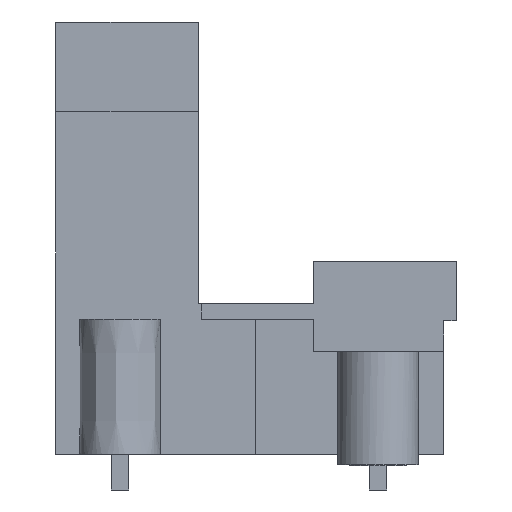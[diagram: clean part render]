
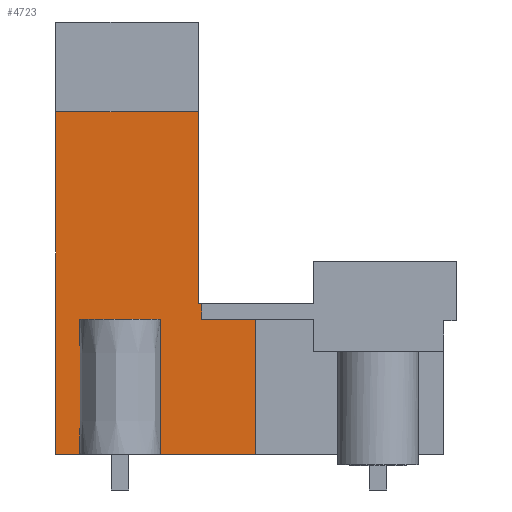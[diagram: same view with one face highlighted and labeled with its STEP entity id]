
A CAD part, left-side view. The second image highlights one B-rep face of the part: STEP entity #4723.
In plain terms, the highlighted planar face has unit normal (-1, 0, 0).
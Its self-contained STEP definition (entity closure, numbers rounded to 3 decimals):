
#4671=AXIS2_PLACEMENT_3D('Plane Axis2P3D',#4668,#4669,#4670) ;
#1432=CARTESIAN_POINT('Vertex',(3.84,11.84,2.1)) ;
#1435=CARTESIAN_POINT('Line Origine',(3.84,14.846,2.1)) ;
#1439=CARTESIAN_POINT('Vertex',(3.84,17.853,2.1)) ;
#1483=CARTESIAN_POINT('Vertex',(3.84,21.887,2.1)) ;
#1486=CARTESIAN_POINT('Line Origine',(3.84,22.779,2.1)) ;
#1490=CARTESIAN_POINT('Vertex',(3.84,23.67,2.1)) ;
#3183=CARTESIAN_POINT('Line Origine',(3.84,15.04,10.55)) ;
#3187=CARTESIAN_POINT('Vertex',(3.84,15.04,11.)) ;
#3189=CARTESIAN_POINT('Vertex',(3.84,15.04,10.1)) ;
#3221=CARTESIAN_POINT('Line Origine',(3.84,13.44,10.1)) ;
#3225=CARTESIAN_POINT('Vertex',(3.84,11.84,10.1)) ;
#3371=CARTESIAN_POINT('Vertex',(3.84,15.24,11.)) ;
#3374=CARTESIAN_POINT('Line Origine',(3.84,15.14,11.)) ;
#4442=CARTESIAN_POINT('Line Origine',(3.84,23.67,12.23)) ;
#4446=CARTESIAN_POINT('Vertex',(3.84,23.67,22.36)) ;
#4668=CARTESIAN_POINT('Axis2P3D Location',(3.84,23.67,1.5)) ;
#4673=CARTESIAN_POINT('Line Origine',(3.84,19.455,22.36)) ;
#4677=CARTESIAN_POINT('Vertex',(3.84,15.24,22.36)) ;
#4680=CARTESIAN_POINT('Line Origine',(3.84,21.887,6.1)) ;
#4684=CARTESIAN_POINT('Vertex',(3.84,21.887,10.1)) ;
#4687=CARTESIAN_POINT('Line Origine',(3.84,19.87,10.1)) ;
#4691=CARTESIAN_POINT('Vertex',(3.84,17.853,10.1)) ;
#4694=CARTESIAN_POINT('Line Origine',(3.84,17.853,6.1)) ;
#4699=CARTESIAN_POINT('Line Origine',(3.84,11.84,6.1)) ;
#4704=CARTESIAN_POINT('Line Origine',(3.84,15.24,16.68)) ;
#1436=DIRECTION('Vector Direction',(0.,-1.,0.)) ;
#1487=DIRECTION('Vector Direction',(0.,-1.,0.)) ;
#3184=DIRECTION('Vector Direction',(0.,0.,-1.)) ;
#3222=DIRECTION('Vector Direction',(0.,1.,0.)) ;
#3375=DIRECTION('Vector Direction',(0.,1.,0.)) ;
#4443=DIRECTION('Vector Direction',(0.,0.,1.)) ;
#4669=DIRECTION('Axis2P3D Direction',(-1.,0.,0.)) ;
#4670=DIRECTION('Axis2P3D XDirection',(0.,-1.,0.)) ;
#4674=DIRECTION('Vector Direction',(0.,-1.,0.)) ;
#4681=DIRECTION('Vector Direction',(0.,0.,1.)) ;
#4688=DIRECTION('Vector Direction',(0.,1.,0.)) ;
#4695=DIRECTION('Vector Direction',(0.,0.,1.)) ;
#4700=DIRECTION('Vector Direction',(0.,0.,1.)) ;
#4705=DIRECTION('Vector Direction',(0.,0.,-1.)) ;
#1437=VECTOR('Line Direction',#1436,1.) ;
#1488=VECTOR('Line Direction',#1487,1.) ;
#3185=VECTOR('Line Direction',#3184,1.) ;
#3223=VECTOR('Line Direction',#3222,1.) ;
#3376=VECTOR('Line Direction',#3375,1.) ;
#4444=VECTOR('Line Direction',#4443,1.) ;
#4675=VECTOR('Line Direction',#4674,1.) ;
#4682=VECTOR('Line Direction',#4681,1.) ;
#4689=VECTOR('Line Direction',#4688,1.) ;
#4696=VECTOR('Line Direction',#4695,1.) ;
#4701=VECTOR('Line Direction',#4700,1.) ;
#4706=VECTOR('Line Direction',#4705,1.) ;
#4710=ORIENTED_EDGE('',*,*,#4679,.T.) ;
#4711=ORIENTED_EDGE('',*,*,#4448,.T.) ;
#4712=ORIENTED_EDGE('',*,*,#1492,.T.) ;
#4713=ORIENTED_EDGE('',*,*,#4686,.T.) ;
#4714=ORIENTED_EDGE('',*,*,#4693,.F.) ;
#4715=ORIENTED_EDGE('',*,*,#4698,.F.) ;
#4716=ORIENTED_EDGE('',*,*,#1441,.T.) ;
#4717=ORIENTED_EDGE('',*,*,#4703,.T.) ;
#4718=ORIENTED_EDGE('',*,*,#3227,.T.) ;
#4719=ORIENTED_EDGE('',*,*,#3191,.F.) ;
#4720=ORIENTED_EDGE('',*,*,#3378,.F.) ;
#4721=ORIENTED_EDGE('',*,*,#4708,.F.) ;
#4723=ADVANCED_FACE('HOUSING',(#4722),#4672,.T.) ;
#1441=EDGE_CURVE('',#1440,#1433,#1438,.T.) ;
#1492=EDGE_CURVE('',#1491,#1484,#1489,.T.) ;
#3191=EDGE_CURVE('',#3188,#3190,#3186,.T.) ;
#3227=EDGE_CURVE('',#3226,#3190,#3224,.T.) ;
#3378=EDGE_CURVE('',#3372,#3188,#3377,.F.) ;
#4448=EDGE_CURVE('',#4447,#1491,#4445,.F.) ;
#4679=EDGE_CURVE('',#4678,#4447,#4676,.F.) ;
#4686=EDGE_CURVE('',#1484,#4685,#4683,.T.) ;
#4693=EDGE_CURVE('',#4692,#4685,#4690,.T.) ;
#4698=EDGE_CURVE('',#1440,#4692,#4697,.T.) ;
#4703=EDGE_CURVE('',#1433,#3226,#4702,.T.) ;
#4708=EDGE_CURVE('',#4678,#3372,#4707,.T.) ;
#4709=EDGE_LOOP('',(#4710,#4711,#4712,#4713,#4714,#4715,#4716,#4717,#4718,#4719,#4720,#4721)) ;
#4722=FACE_OUTER_BOUND('',#4709,.T.) ;
#1438=LINE('Line',#1435,#1437) ;
#1489=LINE('Line',#1486,#1488) ;
#3186=LINE('Line',#3183,#3185) ;
#3224=LINE('Line',#3221,#3223) ;
#3377=LINE('Line',#3374,#3376) ;
#4445=LINE('Line',#4442,#4444) ;
#4676=LINE('Line',#4673,#4675) ;
#4683=LINE('Line',#4680,#4682) ;
#4690=LINE('Line',#4687,#4689) ;
#4697=LINE('Line',#4694,#4696) ;
#4702=LINE('Line',#4699,#4701) ;
#4707=LINE('Line',#4704,#4706) ;
#4672=PLANE('',#4671) ;
#1433=VERTEX_POINT('',#1432) ;
#1440=VERTEX_POINT('',#1439) ;
#1484=VERTEX_POINT('',#1483) ;
#1491=VERTEX_POINT('',#1490) ;
#3188=VERTEX_POINT('',#3187) ;
#3190=VERTEX_POINT('',#3189) ;
#3226=VERTEX_POINT('',#3225) ;
#3372=VERTEX_POINT('',#3371) ;
#4447=VERTEX_POINT('',#4446) ;
#4678=VERTEX_POINT('',#4677) ;
#4685=VERTEX_POINT('',#4684) ;
#4692=VERTEX_POINT('',#4691) ;
